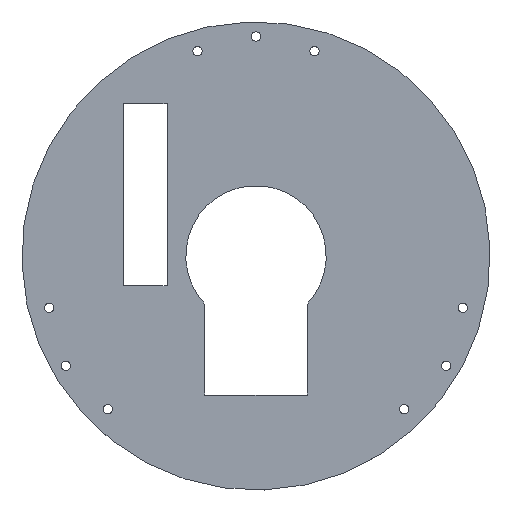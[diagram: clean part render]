
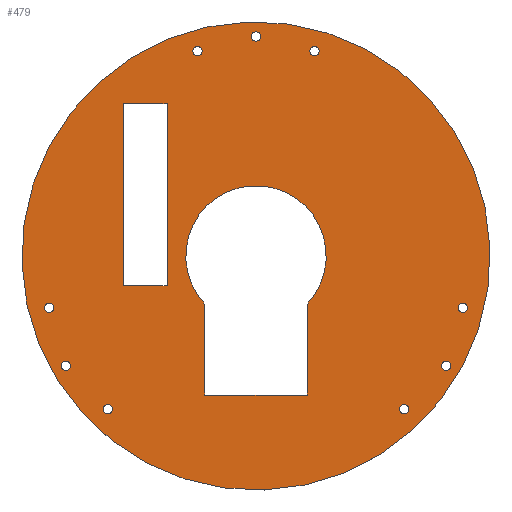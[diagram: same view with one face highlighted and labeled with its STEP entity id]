
A CAD part, top view. The second image highlights one B-rep face of the part: STEP entity #479.
In plain terms, the highlighted planar face has unit normal (0, 0, 1).
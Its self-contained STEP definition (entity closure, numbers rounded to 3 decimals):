
#15=FACE_BOUND('',#86,.T.);
#16=FACE_BOUND('',#87,.T.);
#17=FACE_BOUND('',#88,.T.);
#18=FACE_BOUND('',#89,.T.);
#19=FACE_BOUND('',#90,.T.);
#20=FACE_BOUND('',#91,.T.);
#21=FACE_BOUND('',#92,.T.);
#22=FACE_BOUND('',#93,.T.);
#23=FACE_BOUND('',#94,.T.);
#24=FACE_BOUND('',#95,.T.);
#25=FACE_BOUND('',#96,.T.);
#41=PLANE('',#531);
#59=FACE_OUTER_BOUND('',#85,.T.);
#85=EDGE_LOOP('',(#360));
#86=EDGE_LOOP('',(#361));
#87=EDGE_LOOP('',(#362));
#88=EDGE_LOOP('',(#363));
#89=EDGE_LOOP('',(#364));
#90=EDGE_LOOP('',(#365));
#91=EDGE_LOOP('',(#366));
#92=EDGE_LOOP('',(#367,#368,#369,#370));
#93=EDGE_LOOP('',(#371,#372,#373,#374));
#94=EDGE_LOOP('',(#375));
#95=EDGE_LOOP('',(#376));
#96=EDGE_LOOP('',(#377));
#135=LINE('',#751,#170);
#139=LINE('',#761,#174);
#140=LINE('',#763,#175);
#141=LINE('',#764,#176);
#142=LINE('',#767,#177);
#143=LINE('',#769,#178);
#144=LINE('',#771,#179);
#170=VECTOR('',#612,10.);
#174=VECTOR('',#620,10.);
#175=VECTOR('',#621,10.);
#176=VECTOR('',#622,10.);
#177=VECTOR('',#623,10.);
#178=VECTOR('',#624,10.);
#179=VECTOR('',#625,10.);
#200=CIRCLE('',#514,1.6);
#202=CIRCLE('',#517,1.6);
#204=CIRCLE('',#520,1.6);
#206=CIRCLE('',#523,1.6);
#208=CIRCLE('',#526,1.6);
#210=CIRCLE('',#529,1.6);
#211=CIRCLE('',#532,80.);
#212=CIRCLE('',#533,24.);
#213=CIRCLE('',#534,1.6);
#214=CIRCLE('',#535,1.6);
#215=CIRCLE('',#536,1.6);
#228=VERTEX_POINT('',#715);
#230=VERTEX_POINT('',#721);
#232=VERTEX_POINT('',#727);
#234=VERTEX_POINT('',#733);
#236=VERTEX_POINT('',#739);
#238=VERTEX_POINT('',#745);
#239=VERTEX_POINT('',#749);
#240=VERTEX_POINT('',#750);
#243=VERTEX_POINT('',#758);
#244=VERTEX_POINT('',#760);
#245=VERTEX_POINT('',#762);
#246=VERTEX_POINT('',#765);
#247=VERTEX_POINT('',#766);
#248=VERTEX_POINT('',#768);
#249=VERTEX_POINT('',#770);
#250=VERTEX_POINT('',#773);
#251=VERTEX_POINT('',#775);
#252=VERTEX_POINT('',#777);
#271=EDGE_CURVE('',#228,#228,#200,.T.);
#274=EDGE_CURVE('',#230,#230,#202,.T.);
#277=EDGE_CURVE('',#232,#232,#204,.T.);
#280=EDGE_CURVE('',#234,#234,#206,.T.);
#283=EDGE_CURVE('',#236,#236,#208,.T.);
#286=EDGE_CURVE('',#238,#238,#210,.T.);
#287=EDGE_CURVE('',#239,#240,#135,.T.);
#291=EDGE_CURVE('',#243,#243,#211,.T.);
#292=EDGE_CURVE('',#244,#239,#139,.T.);
#293=EDGE_CURVE('',#240,#245,#140,.T.);
#294=EDGE_CURVE('',#245,#244,#141,.F.);
#295=EDGE_CURVE('',#246,#247,#142,.T.);
#296=EDGE_CURVE('',#247,#248,#143,.T.);
#297=EDGE_CURVE('',#248,#249,#144,.T.);
#298=EDGE_CURVE('',#246,#249,#212,.T.);
#299=EDGE_CURVE('',#250,#250,#213,.T.);
#300=EDGE_CURVE('',#251,#251,#214,.T.);
#301=EDGE_CURVE('',#252,#252,#215,.T.);
#360=ORIENTED_EDGE('',*,*,#291,.F.);
#361=ORIENTED_EDGE('',*,*,#271,.T.);
#362=ORIENTED_EDGE('',*,*,#274,.T.);
#363=ORIENTED_EDGE('',*,*,#277,.T.);
#364=ORIENTED_EDGE('',*,*,#280,.T.);
#365=ORIENTED_EDGE('',*,*,#283,.T.);
#366=ORIENTED_EDGE('',*,*,#286,.T.);
#367=ORIENTED_EDGE('',*,*,#292,.T.);
#368=ORIENTED_EDGE('',*,*,#287,.T.);
#369=ORIENTED_EDGE('',*,*,#293,.T.);
#370=ORIENTED_EDGE('',*,*,#294,.T.);
#371=ORIENTED_EDGE('',*,*,#295,.T.);
#372=ORIENTED_EDGE('',*,*,#296,.T.);
#373=ORIENTED_EDGE('',*,*,#297,.T.);
#374=ORIENTED_EDGE('',*,*,#298,.F.);
#375=ORIENTED_EDGE('',*,*,#299,.T.);
#376=ORIENTED_EDGE('',*,*,#300,.T.);
#377=ORIENTED_EDGE('',*,*,#301,.T.);
#479=ADVANCED_FACE('',(#59,#15,#16,#17,#18,#19,#20,#21,#22,#23,#24,#25),
#41,.T.);
#514=AXIS2_PLACEMENT_3D('',#717,#573,#574);
#517=AXIS2_PLACEMENT_3D('',#723,#580,#581);
#520=AXIS2_PLACEMENT_3D('',#729,#587,#588);
#523=AXIS2_PLACEMENT_3D('',#735,#594,#595);
#526=AXIS2_PLACEMENT_3D('',#741,#601,#602);
#529=AXIS2_PLACEMENT_3D('',#747,#608,#609);
#531=AXIS2_PLACEMENT_3D('',#757,#616,#617);
#532=AXIS2_PLACEMENT_3D('',#759,#618,#619);
#533=AXIS2_PLACEMENT_3D('',#772,#626,#627);
#534=AXIS2_PLACEMENT_3D('',#774,#628,#629);
#535=AXIS2_PLACEMENT_3D('',#776,#630,#631);
#536=AXIS2_PLACEMENT_3D('',#778,#632,#633);
#573=DIRECTION('center_axis',(0.,0.,
-1.));
#574=DIRECTION('ref_axis',(1.,0.,0.));
#580=DIRECTION('center_axis',(0.,0.,
-1.));
#581=DIRECTION('ref_axis',(1.,0.,0.));
#587=DIRECTION('center_axis',(0.,0.,
-1.));
#588=DIRECTION('ref_axis',(1.,0.,0.));
#594=DIRECTION('center_axis',(0.,0.,
-1.));
#595=DIRECTION('ref_axis',(1.,0.,0.));
#601=DIRECTION('center_axis',(0.,0.,
-1.));
#602=DIRECTION('ref_axis',(1.,0.,0.));
#608=DIRECTION('center_axis',(0.,0.,
-1.));
#609=DIRECTION('ref_axis',(1.,0.,0.));
#612=DIRECTION('',(0.,-1.,0.));
#616=DIRECTION('center_axis',(0.,0.,
1.));
#617=DIRECTION('ref_axis',(0.,1.,0.));
#618=DIRECTION('center_axis',(0.,0.,-1.));
#619=DIRECTION('ref_axis',(-0.789,0.614,0.));
#620=DIRECTION('',(1.,0.,0.));
#621=DIRECTION('',(-1.,0.,0.));
#622=DIRECTION('',(0.,-1.,0.));
#623=DIRECTION('',(0.,-1.,0.));
#624=DIRECTION('',(-1.,0.,0.));
#625=DIRECTION('',(0.,1.,0.));
#626=DIRECTION('center_axis',(0.,0.,
1.));
#627=DIRECTION('ref_axis',(-1.,0.,0.));
#628=DIRECTION('center_axis',(0.,0.,
-1.));
#629=DIRECTION('ref_axis',(-1.,0.,0.));
#630=DIRECTION('center_axis',(0.,0.,
-1.));
#631=DIRECTION('ref_axis',(-1.,0.,0.));
#632=DIRECTION('center_axis',(0.,0.,
-1.));
#633=DIRECTION('ref_axis',(-1.,0.,0.));
#715=CARTESIAN_POINT('',(18.4,70.,-6.));
#717=CARTESIAN_POINT('Origin',(20.,70.,-6.));
#721=CARTESIAN_POINT('',(-52.222,-52.321,-6.));
#723=CARTESIAN_POINT('Origin',(-50.622,-52.321,-6.));
#727=CARTESIAN_POINT('',(49.022,-52.321,-6.));
#729=CARTESIAN_POINT('Origin',(50.622,-52.321,-6.));
#733=CARTESIAN_POINT('',(-21.6,70.,-6.));
#735=CARTESIAN_POINT('Origin',(-20.,70.,-6.));
#739=CARTESIAN_POINT('',(69.022,-17.679,-6.));
#741=CARTESIAN_POINT('Origin',(70.622,-17.679,-6.));
#745=CARTESIAN_POINT('',(-72.222,-17.679,-6.));
#747=CARTESIAN_POINT('Origin',(-70.622,-17.679,-6.));
#749=CARTESIAN_POINT('',(-30.382,52.032,-6.));
#750=CARTESIAN_POINT('',(-30.382,-10.198,-6.));
#751=CARTESIAN_POINT('',(-30.382,6.947,-6.));
#757=CARTESIAN_POINT('Origin',(-47.082,20.917,-6.));
#758=CARTESIAN_POINT('',(63.124,-49.146,-6.));
#759=CARTESIAN_POINT('Origin',(0.,0.,-6.));
#760=CARTESIAN_POINT('',(-45.399,52.032,-6.));
#761=CARTESIAN_POINT('',(-18.778,52.032,-6.));
#762=CARTESIAN_POINT('',(-45.399,-10.198,-6.));
#763=CARTESIAN_POINT('',(-40.732,-10.198,-6.));
#764=CARTESIAN_POINT('',(-45.399,6.566,-6.));
#765=CARTESIAN_POINT('',(17.5,-16.424,-6.));
#766=CARTESIAN_POINT('',(17.5,-47.5,-6.));
#767=CARTESIAN_POINT('',(17.5,-1.725,-6.));
#768=CARTESIAN_POINT('',(-17.5,-47.5,-6.));
#769=CARTESIAN_POINT('',(-14.791,-47.5,-6.));
#770=CARTESIAN_POINT('',(-17.5,-16.424,-6.));
#771=CARTESIAN_POINT('',(-17.5,-13.292,-6.));
#772=CARTESIAN_POINT('Origin',(0.,0.,-6.));
#773=CARTESIAN_POINT('',(66.552,-37.5,-6.));
#774=CARTESIAN_POINT('Origin',(64.952,-37.5,-6.));
#775=CARTESIAN_POINT('',(1.6,75.,-6.));
#776=CARTESIAN_POINT('Origin',(0.,75.,-6.));
#777=CARTESIAN_POINT('',(-63.352,-37.5,-6.));
#778=CARTESIAN_POINT('Origin',(-64.952,-37.5,-6.));
